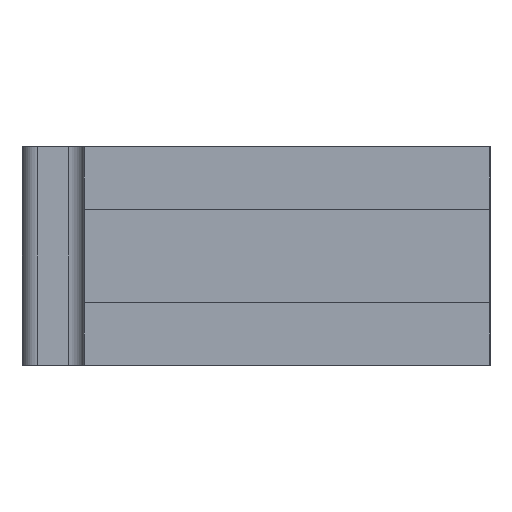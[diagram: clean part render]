
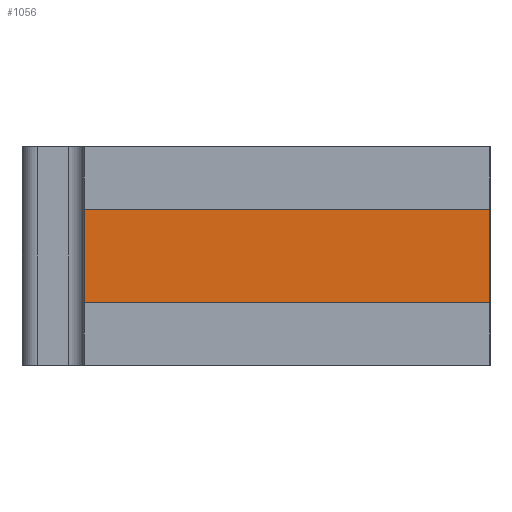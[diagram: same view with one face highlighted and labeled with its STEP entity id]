
A CAD part, left-side view. The second image highlights one B-rep face of the part: STEP entity #1056.
In plain terms, the highlighted planar face has unit normal (-1, 0, 0).
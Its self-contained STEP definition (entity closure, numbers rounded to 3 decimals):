
#52=PLANE('',#1159);
#106=FACE_OUTER_BOUND('',#160,.T.);
#160=EDGE_LOOP('',(#966,#967,#968,#969));
#220=LINE('',#1632,#338);
#274=LINE('',#1755,#392);
#279=LINE('',#1764,#397);
#280=LINE('',#1766,#398);
#338=VECTOR('',#1314,10.);
#392=VECTOR('',#1440,10.);
#397=VECTOR('',#1449,10.);
#398=VECTOR('',#1452,10.);
#498=VERTEX_POINT('',#1629);
#499=VERTEX_POINT('',#1631);
#531=VERTEX_POINT('',#1752);
#532=VERTEX_POINT('',#1754);
#615=EDGE_CURVE('',#499,#498,#220,.T.);
#678=EDGE_CURVE('',#532,#531,#274,.T.);
#683=EDGE_CURVE('',#531,#499,#279,.T.);
#684=EDGE_CURVE('',#532,#498,#280,.T.);
#966=ORIENTED_EDGE('',*,*,#615,.T.);
#967=ORIENTED_EDGE('',*,*,#684,.F.);
#968=ORIENTED_EDGE('',*,*,#678,.T.);
#969=ORIENTED_EDGE('',*,*,#683,.T.);
#1056=ADVANCED_FACE('',(#106),#52,.T.);
#1159=AXIS2_PLACEMENT_3D('',#1765,#1450,#1451);
#1314=DIRECTION('',(0.,0.,-1.));
#1440=DIRECTION('',(0.,0.,1.));
#1449=DIRECTION('',(0.,1.,0.));
#1450=DIRECTION('center_axis',(-1.,0.,0.));
#1451=DIRECTION('ref_axis',(0.,0.,1.));
#1452=DIRECTION('',(0.,1.,0.));
#1629=CARTESIAN_POINT('',(-15.775,-1.,1.));
#1631=CARTESIAN_POINT('',(-15.775,-1.,2.5));
#1632=CARTESIAN_POINT('',(-15.775,-1.,1.374));
#1752=CARTESIAN_POINT('',(-15.775,-7.5,2.5));
#1754=CARTESIAN_POINT('',(-15.775,-7.5,1.));
#1755=CARTESIAN_POINT('',(-15.775,-7.5,1.));
#1764=CARTESIAN_POINT('',(-15.775,-7.5,2.5));
#1765=CARTESIAN_POINT('Origin',(-15.775,-7.5,1.));
#1766=CARTESIAN_POINT('',(-15.775,-7.5,1.));
